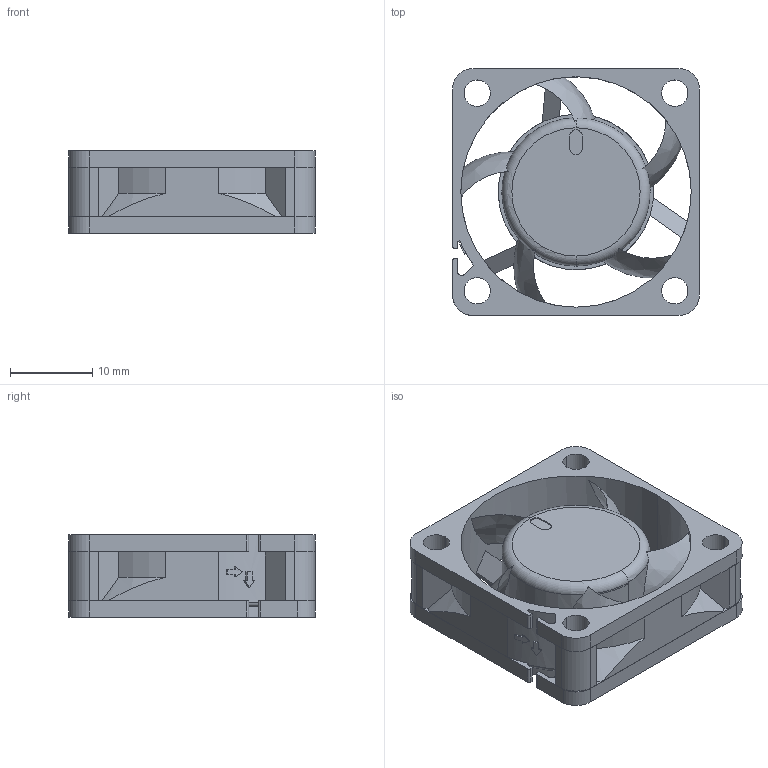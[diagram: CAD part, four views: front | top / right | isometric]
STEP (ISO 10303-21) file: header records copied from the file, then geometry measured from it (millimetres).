
FILE_DESCRIPTION((''),'2;1');
FILE_NAME('ASB0305HA-D_ASM','2022-02-24T09:19:08',('CHENGXUAN.YU'),(''),'CREO PARAMETRIC BY PTC INC, 2018400','CREO PARAMETRIC BY PTC INC, 2018400','');
FILE_SCHEMA(('CONFIG_CONTROL_DESIGN'));
Length unit declared in the file: millimetre
Products named in the file (4): PRT0008_1; PRT0011_1; ASB3010-D_ASM_1_ASM; ASB0305HA-D_ASM
Assembly tree (3 placements, depth 3):
  ASB0305HA-D_ASM
    ASB3010-D_ASM_1_ASM
      PRT0008_1
      PRT0011_1
Bounding box: 30 x 30 x 10 mm (x, y, z)
Volume: 3356.1 mm3; surface area: 5989 mm2
Topology: 2 solids, 4 shells, 220 faces, 607 edges, 401 vertices
Faces by surface type: plane 95, cylinder 93, cone 11, torus 11, bspline 10
Entity records: 8154 total; most frequent: CARTESIAN_POINT 2397, ORIENTED_EDGE 1210, DIRECTION 1175, EDGE_CURVE 605, AXIS2_PLACEMENT_3D 443, VERTEX_POINT 402, VECTOR 289, LINE 289
